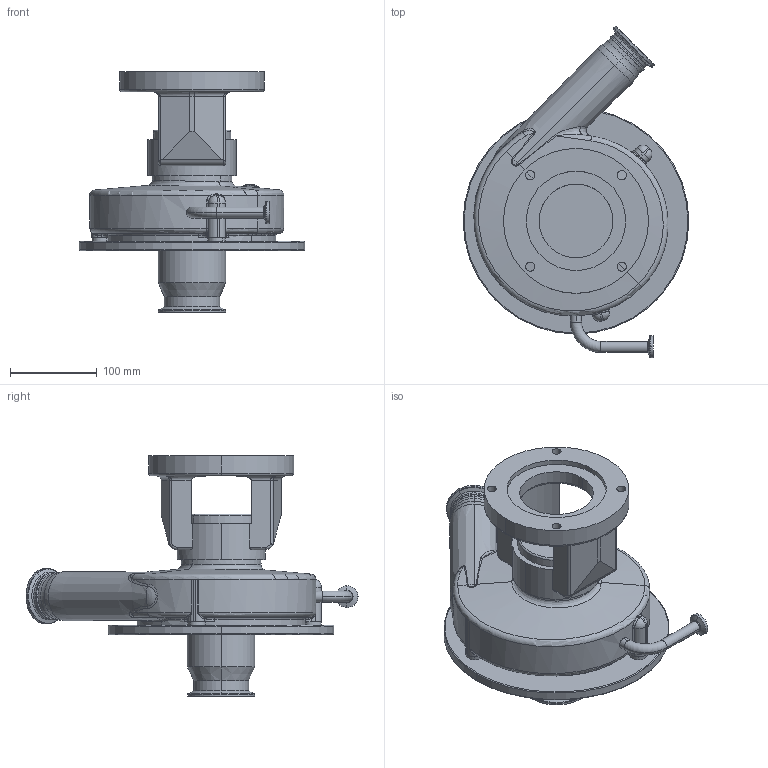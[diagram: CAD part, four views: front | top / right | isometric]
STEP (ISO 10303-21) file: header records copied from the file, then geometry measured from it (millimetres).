
FILE_DESCRIPTION (( 'STEP AP214' ), '1' );
FILE_NAME ('FPR 3531-3532 56-140TC 45L 1-2 IN ELBOW LEFT DRAIN.STEP', '2022-12-20T20:53:42', ( '' ), ( '' ), 'SwSTEP 2.0', 'SolidWorks 2021', '' );
FILE_SCHEMA (( 'AUTOMOTIVE_DESIGN' ));
Length unit declared in the file: millimetre
Products named in the file (1): FPR 3531-3532 56-140TC 45L 1-2 IN ELBOW LEFT DRAIN
Bounding box: 260 x 382.53 x 277.5 mm (x, y, z)
Volume: 3651696.7 mm3; surface area: 401337.2 mm2
Topology: 1 solids, 2 shells, 376 faces, 891 edges, 522 vertices
Faces by surface type: cylinder 128, torus 86, plane 62, bspline 55, cone 33, sphere 12
Entity records: 15792 total; most frequent: CARTESIAN_POINT 7383, DIRECTION 1804, ORIENTED_EDGE 1766, EDGE_CURVE 883, AXIS2_PLACEMENT_3D 782, VERTEX_POINT 521, CIRCLE 460, EDGE_LOOP 406
